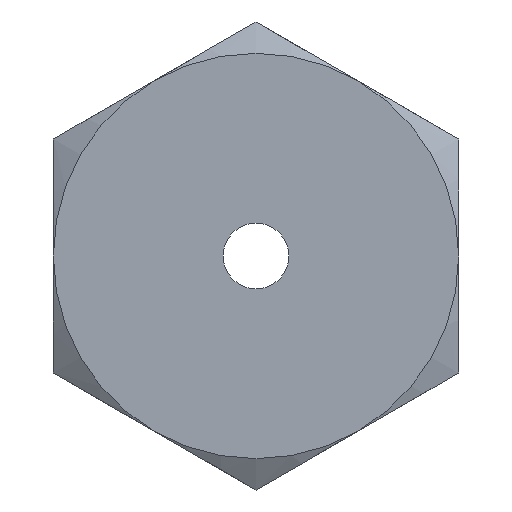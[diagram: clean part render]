
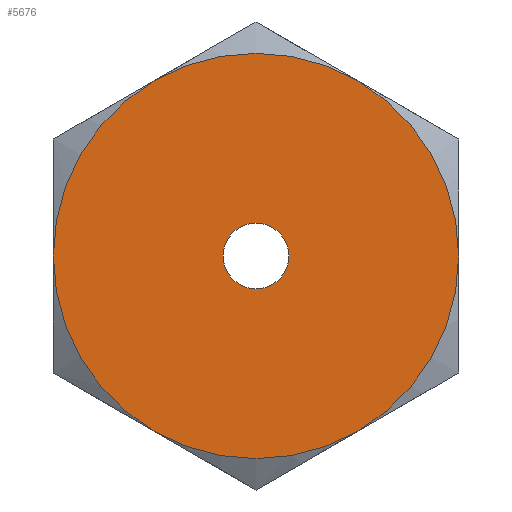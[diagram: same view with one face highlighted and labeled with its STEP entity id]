
A CAD part, left-side view. The second image highlights one B-rep face of the part: STEP entity #5676.
In plain terms, the highlighted planar face has unit normal (-1, 0, 0).
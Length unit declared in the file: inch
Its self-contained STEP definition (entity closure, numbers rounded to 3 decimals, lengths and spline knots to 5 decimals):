
#2671=CARTESIAN_POINT('',(-0.09,0.06175,
-0.10695));
#2686=CARTESIAN_POINT('',(-0.09,0.1235,0.));
#2715=CARTESIAN_POINT('',(-0.09,0.06175,
0.10695));
#2730=CARTESIAN_POINT('',(-0.09,0.,0.));
#2731=DIRECTION('',(-1.,0.,0.));
#2732=DIRECTION('',(0.,1.,0.));
#2733=AXIS2_PLACEMENT_3D('',#2730,#2731,#2732);
#2735=CARTESIAN_POINT('',(-0.09,0.,0.));
#2736=DIRECTION('',(-1.,0.,0.));
#2737=DIRECTION('',(0.,0.5,0.866));
#2738=AXIS2_PLACEMENT_3D('',#2735,#2736,#2737);
#2740=CARTESIAN_POINT('',(-0.09,0.,0.));
#2741=DIRECTION('',(-1.,0.,0.));
#2742=DIRECTION('',(0.,-0.5,0.866));
#2743=AXIS2_PLACEMENT_3D('',#2740,#2741,#2742);
#2745=CARTESIAN_POINT('',(-0.09,0.,0.));
#2746=DIRECTION('',(-1.,0.,0.));
#2747=DIRECTION('',(0.,-1.,0.));
#2748=AXIS2_PLACEMENT_3D('',#2745,#2746,#2747);
#2750=CARTESIAN_POINT('',(-0.09,0.,0.));
#2751=DIRECTION('',(-1.,0.,0.));
#2752=DIRECTION('',(0.,-0.5,-0.866));
#2753=AXIS2_PLACEMENT_3D('',#2750,#2751,#2752);
#2755=CARTESIAN_POINT('',(-0.09,0.,0.));
#2756=DIRECTION('',(-1.,0.,0.));
#2757=DIRECTION('',(0.,0.5,-0.866));
#2758=AXIS2_PLACEMENT_3D('',#2755,#2756,#2757);
#2760=CARTESIAN_POINT('',(-0.09,0.,0.));
#2761=DIRECTION('',(1.,0.,0.));
#2762=DIRECTION('',(0.,-1.,0.));
#2763=AXIS2_PLACEMENT_3D('',#2760,#2761,#2762);
#2765=CARTESIAN_POINT('',(-0.09,0.,0.));
#2766=DIRECTION('',(1.,0.,0.));
#2767=DIRECTION('',(0.,1.,0.));
#2768=AXIS2_PLACEMENT_3D('',#2765,#2766,#2767);
#2785=CARTESIAN_POINT('',(-0.09,-0.06175,
0.10695));
#2807=CARTESIAN_POINT('',(-0.09,-0.1235,0.));
#2829=CARTESIAN_POINT('',(-0.09,-0.06175,
-0.10695));
#2965=VERTEX_POINT('',#2671);
#2967=VERTEX_POINT('',#2686);
#2970=VERTEX_POINT('',#2715);
#2972=VERTEX_POINT('',#2785);
#2974=VERTEX_POINT('',#2807);
#2975=VERTEX_POINT('',#2829);
#2980=CARTESIAN_POINT('',(-0.09,-0.02,0.));
#2981=CARTESIAN_POINT('',(-0.09,0.02,0.));
#2982=VERTEX_POINT('',#2980);
#2983=VERTEX_POINT('',#2981);
#5657=CARTESIAN_POINT('',(-0.09,0.,0.));
#5658=DIRECTION('',(1.,0.,0.));
#5659=DIRECTION('',(0.,1.,0.));
#5660=AXIS2_PLACEMENT_3D('',#5657,#5658,#5659);
#5661=PLANE('',#5660);
#5662=ORIENTED_EDGE('',*,*,#5555,.F.);
#5663=ORIENTED_EDGE('',*,*,#5625,.F.);
#5664=ORIENTED_EDGE('',*,*,#5638,.F.);
#5665=ORIENTED_EDGE('',*,*,#5652,.F.);
#5666=ORIENTED_EDGE('',*,*,#5582,.F.);
#5667=ORIENTED_EDGE('',*,*,#5566,.F.);
#5668=EDGE_LOOP('',(#5662,#5663,#5664,#5665,#5666,#5667));
#5669=FACE_OUTER_BOUND('',#5668,.F.);
#5671=ORIENTED_EDGE('',*,*,#5670,.F.);
#5673=ORIENTED_EDGE('',*,*,#5672,.F.);
#5674=EDGE_LOOP('',(#5671,#5673));
#5675=FACE_BOUND('',#5674,.F.);
#2734=CIRCLE('',#2733,0.1235);
#2739=CIRCLE('',#2738,0.1235);
#2744=CIRCLE('',#2743,0.1235);
#2749=CIRCLE('',#2748,0.1235);
#2754=CIRCLE('',#2753,0.1235);
#2759=CIRCLE('',#2758,0.1235);
#2764=CIRCLE('',#2763,0.02);
#2769=CIRCLE('',#2768,0.02);
#5555=EDGE_CURVE('',#2967,#2965,#2734,.T.);
#5566=EDGE_CURVE('',#2965,#2975,#2759,.T.);
#5582=EDGE_CURVE('',#2975,#2974,#2754,.T.);
#5625=EDGE_CURVE('',#2970,#2967,#2739,.T.);
#5638=EDGE_CURVE('',#2972,#2970,#2744,.T.);
#5652=EDGE_CURVE('',#2974,#2972,#2749,.T.);
#5670=EDGE_CURVE('',#2982,#2983,#2764,.T.);
#5672=EDGE_CURVE('',#2983,#2982,#2769,.T.);
#5676=ADVANCED_FACE('',(#5669,#5675),#5661,.F.);
